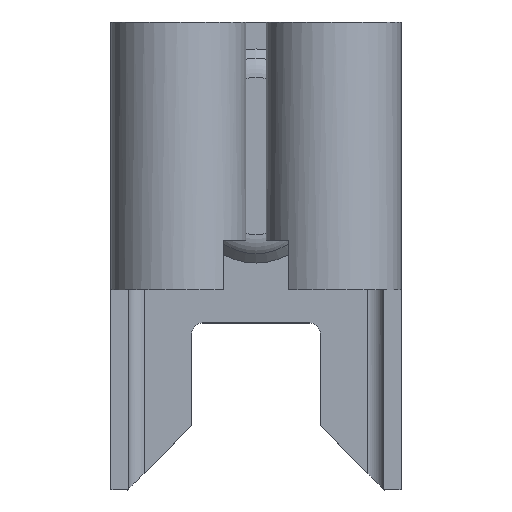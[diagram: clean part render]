
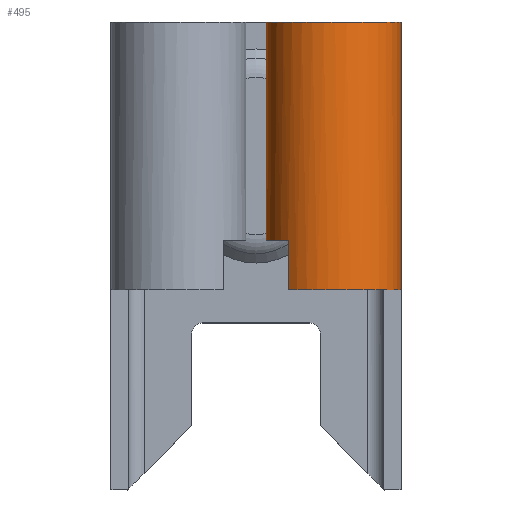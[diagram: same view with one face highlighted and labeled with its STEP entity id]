
A CAD part, top view. The second image highlights one B-rep face of the part: STEP entity #495.
In plain terms, the highlighted cylindrical face has radius 1.6 mm (diameter 3.2 mm), a partial arc.
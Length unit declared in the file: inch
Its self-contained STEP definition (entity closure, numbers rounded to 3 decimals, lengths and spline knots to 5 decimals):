
#85 = CARTESIAN_POINT ( 'NONE',  ( 0.1355, 0.187, 0.062 ) ) ;
#154 = CARTESIAN_POINT ( 'NONE',  ( 0.01, 0.437, 0.05408 ) ) ;
#156 = CARTESIAN_POINT ( 'NONE',  ( 0.01, 0.437, 0.05408 ) ) ;
#157 = LINE ( 'NONE', #156, #191 ) ;
#189 = CARTESIAN_POINT ( 'NONE',  ( 0.01, 0.233, 0.05408 ) ) ;
#190 = DIRECTION ( 'NONE',  ( 0., -1., 0. ) ) ;
#191 = VECTOR ( 'NONE', #190, 39.37008 ) ;
#222 = DIRECTION ( 'NONE',  ( 0., 0., 1. ) ) ;
#223 = DIRECTION ( 'NONE',  ( 0., -1., 0. ) ) ;
#224 = CARTESIAN_POINT ( 'NONE',  ( 0.0725, 0.187, 0.062 ) ) ;
#225 = AXIS2_PLACEMENT_3D ( 'NONE', #224, #223, #222 ) ;
#226 = CIRCLE ( 'NONE', #225, 0.063 ) ;
#285 = DIRECTION ( 'NONE',  ( 0., 0., 1. ) ) ;
#286 = DIRECTION ( 'NONE',  ( 0., -1., 0. ) ) ;
#287 = CARTESIAN_POINT ( 'NONE',  ( 0.0725, 0.233, 0.062 ) ) ;
#288 = AXIS2_PLACEMENT_3D ( 'NONE', #287, #286, #285 ) ;
#289 = CIRCLE ( 'NONE', #288, 0.063 ) ;
#290 = CARTESIAN_POINT ( 'NONE',  ( 0.03, 0.233, 0.10851 ) ) ;
#321 = AXIS2_PLACEMENT_3D ( 'NONE', #329, #328, #327 ) ;
#322 = CYLINDRICAL_SURFACE ( 'NONE', #321, 0.063 ) ;
#325 = FACE_OUTER_BOUND ( 'NONE', #496, .T. ) ;
#327 = DIRECTION ( 'NONE',  ( 0., 0., -1. ) ) ;
#328 = DIRECTION ( 'NONE',  ( 0., -1., 0. ) ) ;
#329 = CARTESIAN_POINT ( 'NONE',  ( 0.0725, 0.437, 0.062 ) ) ;
#363 = ORIENTED_EDGE ( 'NONE', *, *, #364, .F. ) ;
#364 = EDGE_CURVE ( 'NONE', #365, #373, #722, .T. ) ;
#365 = VERTEX_POINT ( 'NONE', #721 ) ;
#366 = ORIENTED_EDGE ( 'NONE', *, *, #367, .T. ) ;
#367 = EDGE_CURVE ( 'NONE', #365, #400, #622, .T. ) ;
#368 = ORIENTED_EDGE ( 'NONE', *, *, #369, .F. ) ;
#369 = EDGE_CURVE ( 'NONE', #370, #491, #656, .T. ) ;
#370 = VERTEX_POINT ( 'NONE', #616 ) ;
#371 = ORIENTED_EDGE ( 'NONE', *, *, #372, .F. ) ;
#372 = EDGE_CURVE ( 'NONE', #373, #370, #226, .T. ) ;
#373 = VERTEX_POINT ( 'NONE', #85 ) ;
#397 = VERTEX_POINT ( 'NONE', #189 ) ;
#399 = EDGE_CURVE ( 'NONE', #400, #397, #157, .T. ) ;
#400 = VERTEX_POINT ( 'NONE', #154 ) ;
#404 = ORIENTED_EDGE ( 'NONE', *, *, #399, .T. ) ;
#490 = EDGE_CURVE ( 'NONE', #491, #397, #289, .T. ) ;
#491 = VERTEX_POINT ( 'NONE', #290 ) ;
#495 = ADVANCED_FACE ( 'NONE', ( #325 ), #322, .T. ) ;
#496 = EDGE_LOOP ( 'NONE', ( #497, #368, #371, #363, #366, #404 ) ) ;
#497 = ORIENTED_EDGE ( 'NONE', *, *, #490, .F. ) ;
#616 = CARTESIAN_POINT ( 'NONE',  ( 0.03, 0.187, 0.10851 ) ) ;
#618 = DIRECTION ( 'NONE',  ( 0., 0., -1. ) ) ;
#621 = AXIS2_PLACEMENT_3D ( 'NONE', #644, #623, #618 ) ;
#622 = CIRCLE ( 'NONE', #621, 0.063 ) ;
#623 = DIRECTION ( 'NONE',  ( 0., -1., 0. ) ) ;
#644 = CARTESIAN_POINT ( 'NONE',  ( 0.0725, 0.437, 0.062 ) ) ;
#653 = DIRECTION ( 'NONE',  ( 0., 1., 0. ) ) ;
#654 = VECTOR ( 'NONE', #653, 39.37008 ) ;
#655 = CARTESIAN_POINT ( 'NONE',  ( 0.03, 0.437, 0.10851 ) ) ;
#656 = LINE ( 'NONE', #655, #654 ) ;
#708 = VECTOR ( 'NONE', #718, 39.37008 ) ;
#718 = DIRECTION ( 'NONE',  ( 0., -1., 0. ) ) ;
#719 = CARTESIAN_POINT ( 'NONE',  ( 0.1355, 0.437, 0.062 ) ) ;
#721 = CARTESIAN_POINT ( 'NONE',  ( 0.1355, 0.437, 0.062 ) ) ;
#722 = LINE ( 'NONE', #719, #708 ) ;
